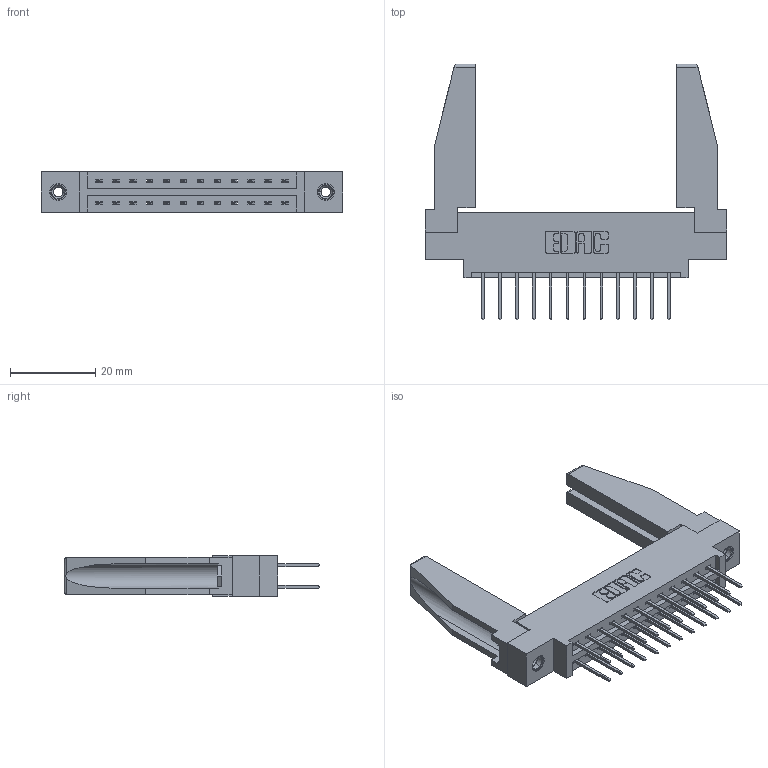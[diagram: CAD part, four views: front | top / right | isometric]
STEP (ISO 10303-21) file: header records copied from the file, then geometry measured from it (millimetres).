
FILE_DESCRIPTION (( 'STEP AP203' ), '1' );
FILE_NAME ('387-024-523-878.STEP', '2019-10-16T18:01:49', ( '' ), ( '' ), 'SwSTEP 2.0', 'SolidWorks 2016', '' );
FILE_SCHEMA (( 'CONFIG_CONTROL_DESIGN' ));
Length unit declared in the file: inch
Products named in the file (5): 387-024-523-878; 345-292-001_345-293-123; 337 Part_0.170 Offset - 0.156 Dia-TI; 307-220-078; 345-250-001_345-250-001-102
Assembly tree (29 placements, depth 2):
  387-024-523-878
    337 Part_0.170 Offset - 0.156 Dia-TI
    345-292-001_345-293-123  x24
    345-250-001_345-250-001-102  x2
    307-220-078  x2
Bounding box: 70.56 x 59.95 x 9.4 mm (x, y, z)
Volume: 10962 mm3; surface area: 11758.7 mm2
Topology: 29 solids, 29 shells, 1544 faces, 4517 edges, 2970 vertices
Faces by surface type: plane 1070, cylinder 458, cone 12, torus 4
Entity records: 15774 total; most frequent: CARTESIAN_POINT 2684, ORIENTED_EDGE 2576, DIRECTION 2344, EDGE_CURVE 1288, LINE 1122, VECTOR 1122, VERTEX_POINT 852, AXIS2_PLACEMENT_3D 611
